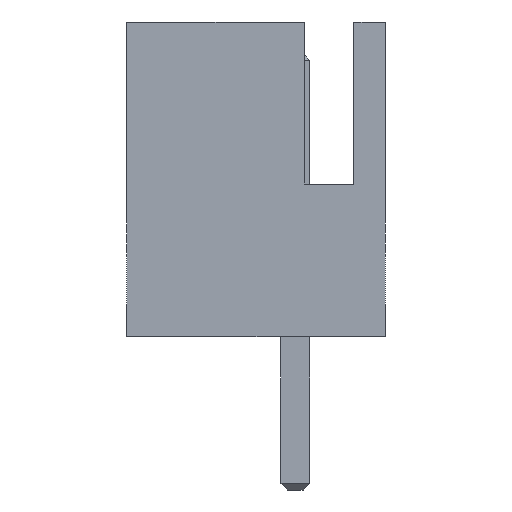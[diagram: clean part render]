
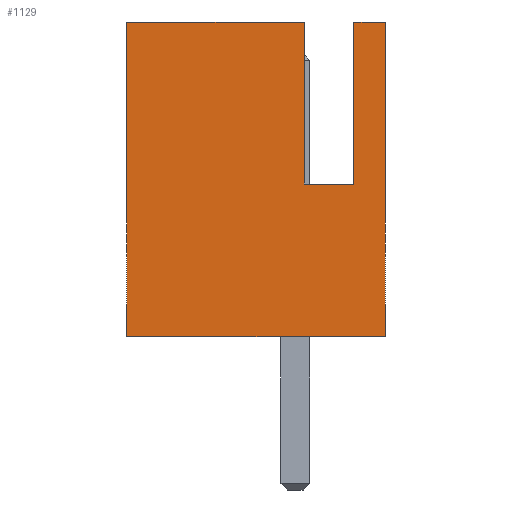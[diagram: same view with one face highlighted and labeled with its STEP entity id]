
A CAD part, left-side view. The second image highlights one B-rep face of the part: STEP entity #1129.
In plain terms, the highlighted planar face has unit normal (-1, 0, 0).
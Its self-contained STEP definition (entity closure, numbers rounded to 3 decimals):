
#251 = ORIENTED_EDGE ( 'NONE', *, *, #2785, .F. ) ;
#349 = VECTOR ( 'NONE', #6183, 1000. ) ;
#850 = VERTEX_POINT ( 'NONE', #2502 ) ;
#1019 = VERTEX_POINT ( 'NONE', #3256 ) ;
#1031 = ORIENTED_EDGE ( 'NONE', *, *, #7399, .F. ) ;
#1049 = DIRECTION ( 'NONE',  ( 0., 0., -1. ) ) ;
#1052 = LINE ( 'NONE', #6626, #3765 ) ;
#1065 = PLANE ( 'NONE',  #7497 ) ;
#1129 = ADVANCED_FACE ( 'NONE', ( #7068 ), #1065, .F. ) ;
#1192 = ORIENTED_EDGE ( 'NONE', *, *, #4350, .F. ) ;
#1405 = DIRECTION ( 'NONE',  ( 0., 0., -1. ) ) ;
#1643 = CARTESIAN_POINT ( 'NONE',  ( -13.7, -2.175, 7. ) ) ;
#1681 = EDGE_CURVE ( 'NONE', #850, #5977, #7007, .T. ) ;
#1888 = LINE ( 'NONE', #6702, #349 ) ;
#2006 = VECTOR ( 'NONE', #4837, 1000. ) ;
#2154 = CARTESIAN_POINT ( 'NONE',  ( -13.7, -2.875, 0. ) ) ;
#2165 = CARTESIAN_POINT ( 'NONE',  ( -13.7, -1.075, 7. ) ) ;
#2178 = CARTESIAN_POINT ( 'NONE',  ( -13.7, -2.875, 7. ) ) ;
#2502 = CARTESIAN_POINT ( 'NONE',  ( -13.7, 2.875, 0. ) ) ;
#2785 = EDGE_CURVE ( 'NONE', #3916, #6253, #6755, .T. ) ;
#2820 = VERTEX_POINT ( 'NONE', #2165 ) ;
#2840 = ORIENTED_EDGE ( 'NONE', *, *, #5805, .F. ) ;
#2937 = VECTOR ( 'NONE', #4068, 1000. ) ;
#2963 = EDGE_CURVE ( 'NONE', #5812, #2820, #1052, .T. ) ;
#3154 = ORIENTED_EDGE ( 'NONE', *, *, #7752, .T. ) ;
#3256 = CARTESIAN_POINT ( 'NONE',  ( -13.7, -2.875, 7. ) ) ;
#3280 = VECTOR ( 'NONE', #1049, 1000. ) ;
#3432 = LINE ( 'NONE', #4864, #3280 ) ;
#3622 = VECTOR ( 'NONE', #3635, 1000. ) ;
#3635 = DIRECTION ( 'NONE',  ( 0., -1., 0. ) ) ;
#3765 = VECTOR ( 'NONE', #7762, 1000. ) ;
#3799 = LINE ( 'NONE', #7380, #2006 ) ;
#3825 = CARTESIAN_POINT ( 'NONE',  ( -13.7, -2.875, 0. ) ) ;
#3916 = VERTEX_POINT ( 'NONE', #7459 ) ;
#4068 = DIRECTION ( 'NONE',  ( 0., -1., 0. ) ) ;
#4262 = CARTESIAN_POINT ( 'NONE',  ( -13.7, 2.875, 7. ) ) ;
#4293 = EDGE_CURVE ( 'NONE', #1019, #5977, #3799, .T. ) ;
#4350 = EDGE_CURVE ( 'NONE', #6697, #1019, #1888, .T. ) ;
#4545 = ORIENTED_EDGE ( 'NONE', *, *, #1681, .T. ) ;
#4821 = VECTOR ( 'NONE', #1405, 1000. ) ;
#4837 = DIRECTION ( 'NONE',  ( 0., 0., -1. ) ) ;
#4864 = CARTESIAN_POINT ( 'NONE',  ( -13.7, -1.075, 7. ) ) ;
#5028 = ORIENTED_EDGE ( 'NONE', *, *, #2963, .F. ) ;
#5264 = LINE ( 'NONE', #1643, #7348 ) ;
#5556 = CARTESIAN_POINT ( 'NONE',  ( -13.7, -2.175, 3.4 ) ) ;
#5805 = EDGE_CURVE ( 'NONE', #2820, #3916, #3432, .T. ) ;
#5812 = VERTEX_POINT ( 'NONE', #4262 ) ;
#5817 = DIRECTION ( 'NONE',  ( 0., 0., 1. ) ) ;
#5977 = VERTEX_POINT ( 'NONE', #3825 ) ;
#6183 = DIRECTION ( 'NONE',  ( 0., -1., 0. ) ) ;
#6253 = VERTEX_POINT ( 'NONE', #7812 ) ;
#6626 = CARTESIAN_POINT ( 'NONE',  ( -13.7, -2.875, 7. ) ) ;
#6697 = VERTEX_POINT ( 'NONE', #7456 ) ;
#6702 = CARTESIAN_POINT ( 'NONE',  ( -13.7, -2.875, 7. ) ) ;
#6755 = LINE ( 'NONE', #5556, #3622 ) ;
#6854 = LINE ( 'NONE', #6891, #4821 ) ;
#6891 = CARTESIAN_POINT ( 'NONE',  ( -13.7, 2.875, 7. ) ) ;
#6955 = DIRECTION ( 'NONE',  ( 0., 0., -1. ) ) ;
#7007 = LINE ( 'NONE', #2154, #2937 ) ;
#7014 = ORIENTED_EDGE ( 'NONE', *, *, #4293, .F. ) ;
#7030 = DIRECTION ( 'NONE',  ( 1., 0., 0. ) ) ;
#7068 = FACE_OUTER_BOUND ( 'NONE', #7593, .T. ) ;
#7348 = VECTOR ( 'NONE', #5817, 1000. ) ;
#7380 = CARTESIAN_POINT ( 'NONE',  ( -13.7, -2.875, 7. ) ) ;
#7399 = EDGE_CURVE ( 'NONE', #6253, #6697, #5264, .T. ) ;
#7456 = CARTESIAN_POINT ( 'NONE',  ( -13.7, -2.175, 7. ) ) ;
#7459 = CARTESIAN_POINT ( 'NONE',  ( -13.7, -1.075, 3.4 ) ) ;
#7497 = AXIS2_PLACEMENT_3D ( 'NONE', #2178, #7030, #6955 ) ;
#7593 = EDGE_LOOP ( 'NONE', ( #1192, #1031, #251, #2840, #5028, #3154, #4545, #7014 ) ) ;
#7752 = EDGE_CURVE ( 'NONE', #5812, #850, #6854, .T. ) ;
#7762 = DIRECTION ( 'NONE',  ( 0., -1., 0. ) ) ;
#7812 = CARTESIAN_POINT ( 'NONE',  ( -13.7, -2.175, 3.4 ) ) ;
